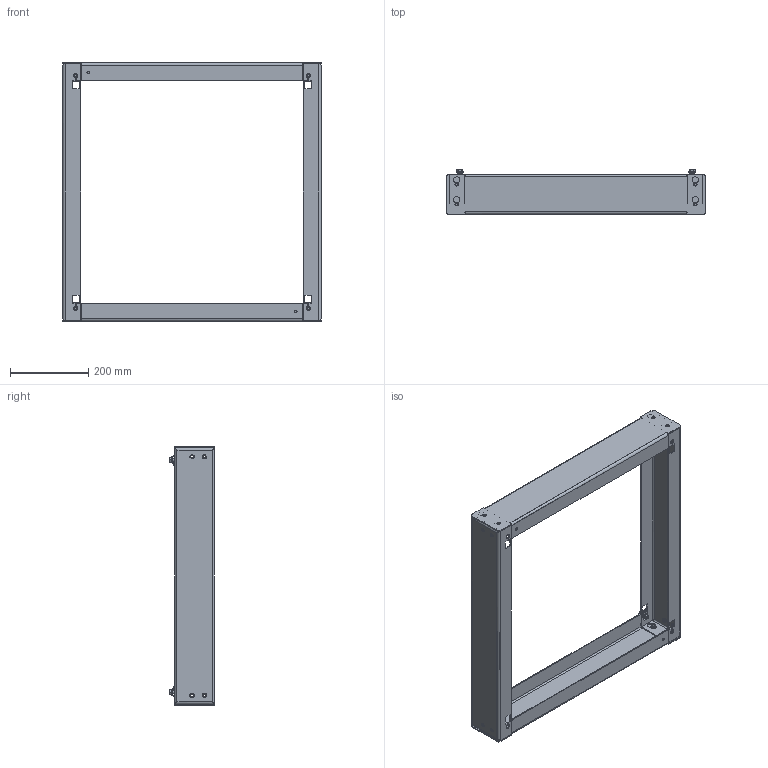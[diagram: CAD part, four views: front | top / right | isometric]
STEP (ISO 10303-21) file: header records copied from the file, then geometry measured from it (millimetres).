
FILE_DESCRIPTION (( 'STEP AP214' ), '1' );
FILE_NAME ('SCE-P2626WS.STEP', '2022-08-31T12:58:00', ( '' ), ( '' ), 'SwSTEP 2.0', 'SolidWorks 2021', '' );
FILE_SCHEMA (( 'AUTOMOTIVE_DESIGN' ));
Length unit declared in the file: inch
Products named in the file (1): SCE-P2626WS
Bounding box: 660.4 x 114.55 x 660.6 mm (x, y, z)
Volume: 1284695.8 mm3; surface area: 1001638.3 mm2
Topology: 36 solids, 36 shells, 2626 faces, 7370 edges, 4550 vertices
Faces by surface type: bspline 1324, plane 870, cylinder 364, cone 68
Full cylindrical faces by diameter (mm): 6.299 x8, 6.35 x20, 6.363 x8, 7.874 x4, 8.128 x4, 8.56 x8, 8.712 x8, 8.738 x8, 9.398 x4, 11.176 x8, 14.288 x8
Entity records: 150257 total; most frequent: CARTESIAN_POINT 98363, ORIENTED_EDGE 13616, EDGE_CURVE 6808, DIRECTION 6102, VERTEX_POINT 4472, B_SPLINE_CURVE_WITH_KNOTS 3848, EDGE_LOOP 2964, FACE_OUTER_BOUND 2762
